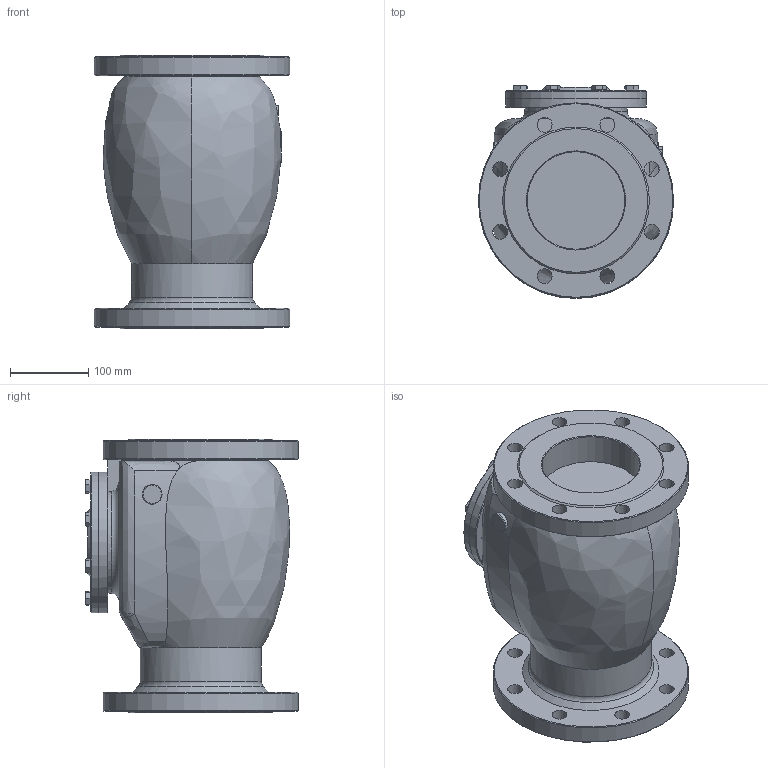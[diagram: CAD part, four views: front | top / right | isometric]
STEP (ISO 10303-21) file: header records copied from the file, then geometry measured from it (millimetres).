
FILE_DESCRIPTION(/* description */ (''),/* implementation_level */ '2;1');
FILE_NAME(/* name */ 'DN125_3D_STEP.stp',/* time_stamp */ '2024-04-01T10:54:53+03:00',/* author */ ('igorr'),/* organization */ (''),/* preprocessor_version */ 'ST-DEVELOPER v19.2',/* originating_system */ 'Autodesk Inventor 2023',/* authorisation */ '');
FILE_SCHEMA (('AUTOMOTIVE_DESIGN { 1 0 10303 214 3 1 1 }'));
Length unit declared in the file: millimetre
Products named in the file (4): Сборка; Деталь; AS 1110 - M8 x 12; AS 1110 - M10 x 16
Assembly tree (10 placements, depth 2):
  Сборка
    Деталь
    AS 1110 - M8 x 12
    AS 1110 - M10 x 16  x8
Bounding box: 250 x 272.35 x 350 mm (x, y, z)
Volume: 10566208.4 mm3; surface area: 580449.8 mm2
Topology: 10 solids, 10 shells, 398 faces, 933 edges, 583 vertices
Faces by surface type: plane 202, cone 76, cylinder 67, bspline 47, torus 4, sphere 2
Full cylindrical faces by diameter (mm): 8 x1, 10 x8, 12 x16, 13 x1, 16 x8, 19 x16, 25 x2, 125 x3, 155 x1, 180 x2, 250 x2
Entity records: 10221 total; most frequent: CARTESIAN_POINT 4666, ORIENTED_EDGE 1152, DIRECTION 899, EDGE_CURVE 576, VERTEX_POINT 373, AXIS2_PLACEMENT_3D 356, EDGE_LOOP 315, FACE_OUTER_BOUND 230
